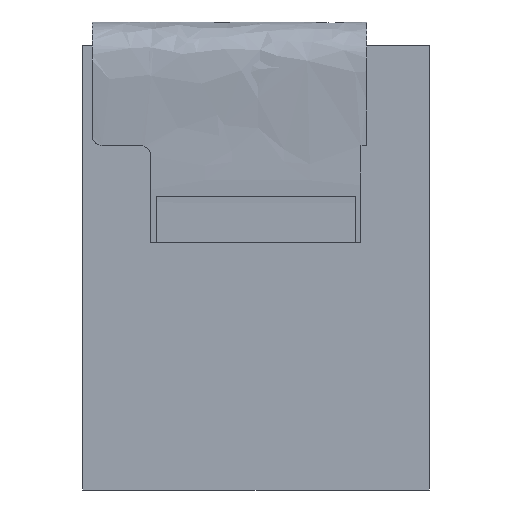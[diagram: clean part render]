
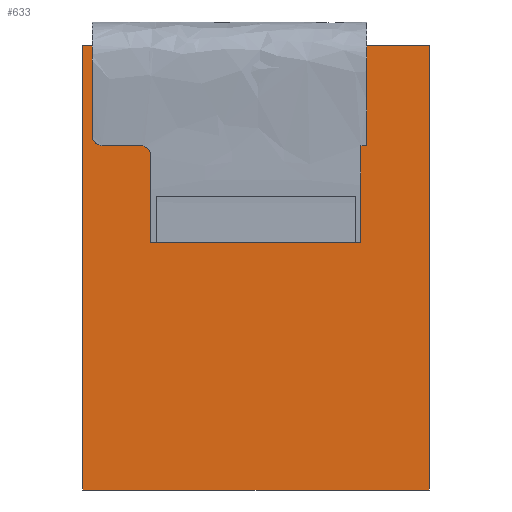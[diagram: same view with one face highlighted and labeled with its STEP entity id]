
A CAD part, front view. The second image highlights one B-rep face of the part: STEP entity #633.
In plain terms, the highlighted planar face has unit normal (0, -1, 0).
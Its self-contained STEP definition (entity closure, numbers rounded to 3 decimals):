
#51=FACE_OUTER_BOUND('',#90,.T.);
#90=EDGE_LOOP('',(#437,#438,#439,#440));
#125=LINE('',#864,#197);
#129=LINE('',#872,#201);
#132=LINE('',#878,#204);
#135=LINE('',#883,#207);
#197=VECTOR('',#714,10.);
#201=VECTOR('',#720,10.);
#204=VECTOR('',#725,10.);
#207=VECTOR('',#730,10.);
#269=VERTEX_POINT('',#862);
#270=VERTEX_POINT('',#863);
#273=VERTEX_POINT('',#871);
#275=VERTEX_POINT('',#877);
#328=EDGE_CURVE('',#269,#270,#125,.T.);
#332=EDGE_CURVE('',#273,#269,#129,.T.);
#335=EDGE_CURVE('',#275,#273,#132,.T.);
#338=EDGE_CURVE('',#270,#275,#135,.T.);
#437=ORIENTED_EDGE('',*,*,#338,.F.);
#438=ORIENTED_EDGE('',*,*,#328,.F.);
#439=ORIENTED_EDGE('',*,*,#332,.F.);
#440=ORIENTED_EDGE('',*,*,#335,.F.);
#600=PLANE('',#677);
#633=ADVANCED_FACE('',(#51),#600,.F.);
#677=AXIS2_PLACEMENT_3D('',#886,#734,#735);
#714=DIRECTION('',(-1.,0.,0.));
#720=DIRECTION('',(0.,0.,-1.));
#725=DIRECTION('',(1.,0.,0.));
#730=DIRECTION('',(0.,0.,1.));
#734=DIRECTION('center_axis',(0.,1.,0.));
#735=DIRECTION('ref_axis',(1.,0.,0.));
#862=CARTESIAN_POINT('',(33.83,0.,-43.42));
#863=CARTESIAN_POINT('',(0.,0.,-43.42));
#864=CARTESIAN_POINT('',(33.83,0.,-43.42));
#871=CARTESIAN_POINT('',(33.83,0.,0.));
#872=CARTESIAN_POINT('',(33.83,0.,0.));
#877=CARTESIAN_POINT('',(0.,0.,0.));
#878=CARTESIAN_POINT('',(0.,0.,0.));
#883=CARTESIAN_POINT('',(0.,0.,-43.42));
#886=CARTESIAN_POINT('Origin',(16.915,0.,-21.71));
